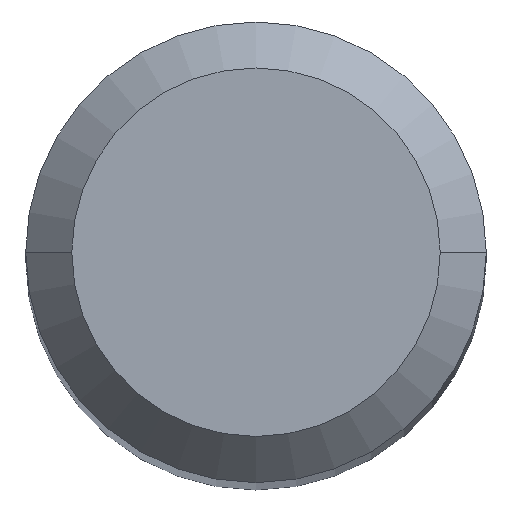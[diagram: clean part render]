
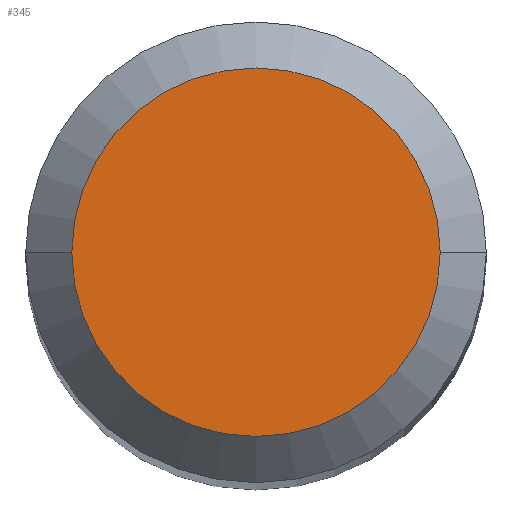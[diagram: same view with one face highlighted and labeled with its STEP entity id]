
A CAD part, top view. The second image highlights one B-rep face of the part: STEP entity #345.
In plain terms, the highlighted planar face has unit normal (0, 0, 1).
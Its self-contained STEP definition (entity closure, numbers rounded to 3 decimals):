
#100 = AXIS2_PLACEMENT_3D ( 'NONE', #309, #371, #259 ) ;
#105 = DIRECTION ( 'NONE',  ( 0., 0., -1. ) ) ;
#119 = EDGE_CURVE ( 'NONE', #699, #364, #402, .T. ) ;
#136 = DIRECTION ( 'NONE',  ( 0., 0., -1. ) ) ;
#152 = CARTESIAN_POINT ( 'NONE',  ( 0., 0., 38. ) ) ;
#195 = FACE_OUTER_BOUND ( 'NONE', #300, .T. ) ;
#259 = DIRECTION ( 'NONE',  ( -1., 0., 0. ) ) ;
#269 = DIRECTION ( 'NONE',  ( -1., 0., 0. ) ) ;
#271 = ORIENTED_EDGE ( 'NONE', *, *, #119, .F. ) ;
#300 = EDGE_LOOP ( 'NONE', ( #622, #271 ) ) ;
#309 = CARTESIAN_POINT ( 'NONE',  ( 0., 0., 38. ) ) ;
#324 = CARTESIAN_POINT ( 'NONE',  ( 1.2, 0., 38. ) ) ;
#345 = ADVANCED_FACE ( 'NONE', ( #195 ), #381, .F. ) ;
#347 = CARTESIAN_POINT ( 'NONE',  ( 0., 0., 38. ) ) ;
#364 = VERTEX_POINT ( 'NONE', #590 ) ;
#371 = DIRECTION ( 'NONE',  ( 0., 0., -1. ) ) ;
#381 = PLANE ( 'NONE',  #100 ) ;
#402 = CIRCLE ( 'NONE', #629, 1.2 ) ;
#441 = AXIS2_PLACEMENT_3D ( 'NONE', #347, #105, #559 ) ;
#559 = DIRECTION ( 'NONE',  ( -1., 0., 0. ) ) ;
#567 = EDGE_CURVE ( 'NONE', #364, #699, #605, .T. ) ;
#590 = CARTESIAN_POINT ( 'NONE',  ( -1.2, 0., 38. ) ) ;
#605 = CIRCLE ( 'NONE', #441, 1.2 ) ;
#622 = ORIENTED_EDGE ( 'NONE', *, *, #567, .F. ) ;
#629 = AXIS2_PLACEMENT_3D ( 'NONE', #152, #136, #269 ) ;
#699 = VERTEX_POINT ( 'NONE', #324 ) ;
